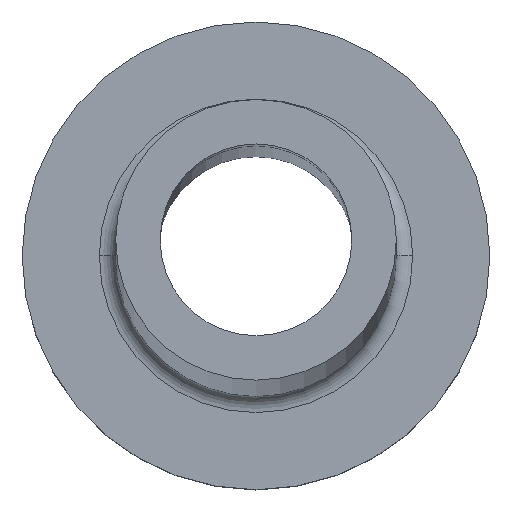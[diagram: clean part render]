
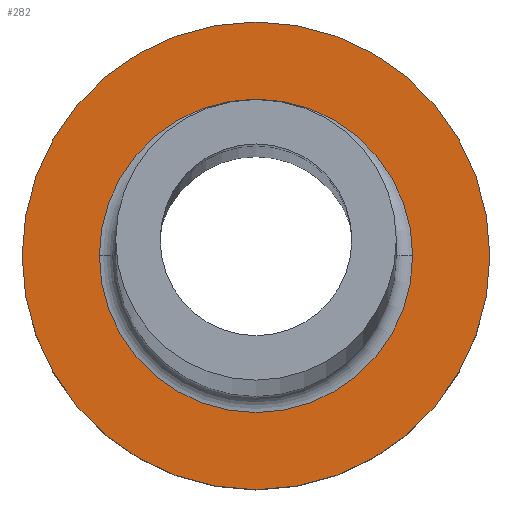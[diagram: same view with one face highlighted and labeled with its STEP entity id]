
A CAD part, top view. The second image highlights one B-rep face of the part: STEP entity #282.
In plain terms, the highlighted planar face has unit normal (0, 0, 1).
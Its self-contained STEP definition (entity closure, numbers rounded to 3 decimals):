
#3 = AXIS2_PLACEMENT_3D ( 'NONE', #233, #94, #450 ) ;
#14 = DIRECTION ( 'NONE',  ( 1., 0., 0. ) ) ;
#42 = DIRECTION ( 'NONE',  ( 1., 0., 0. ) ) ;
#50 = EDGE_LOOP ( 'NONE', ( #181, #100 ) ) ;
#65 = VERTEX_POINT ( 'NONE', #142 ) ;
#66 = CIRCLE ( 'NONE', #213, 6.7 ) ;
#94 = DIRECTION ( 'NONE',  ( 0., 0., 1. ) ) ;
#97 = ORIENTED_EDGE ( 'NONE', *, *, #172, .T. ) ;
#100 = ORIENTED_EDGE ( 'NONE', *, *, #218, .T. ) ;
#105 = VERTEX_POINT ( 'NONE', #332 ) ;
#127 = CARTESIAN_POINT ( 'NONE',  ( -6.7, 0., 7. ) ) ;
#130 = CIRCLE ( 'NONE', #206, 10. ) ;
#142 = CARTESIAN_POINT ( 'NONE',  ( 10., 0., 7. ) ) ;
#162 = ORIENTED_EDGE ( 'NONE', *, *, #391, .T. ) ;
#169 = DIRECTION ( 'NONE',  ( 1., 0., 0. ) ) ;
#172 = EDGE_CURVE ( 'NONE', #65, #327, #130, .T. ) ;
#181 = ORIENTED_EDGE ( 'NONE', *, *, #367, .T. ) ;
#183 = AXIS2_PLACEMENT_3D ( 'NONE', #410, #334, #301 ) ;
#204 = DIRECTION ( 'NONE',  ( 0., 0., -1. ) ) ;
#206 = AXIS2_PLACEMENT_3D ( 'NONE', #263, #229, #42 ) ;
#213 = AXIS2_PLACEMENT_3D ( 'NONE', #278, #204, #169 ) ;
#218 = EDGE_CURVE ( 'NONE', #412, #105, #308, .T. ) ;
#229 = DIRECTION ( 'NONE',  ( 0., 0., 1. ) ) ;
#233 = CARTESIAN_POINT ( 'NONE',  ( 0., 0., 7. ) ) ;
#263 = CARTESIAN_POINT ( 'NONE',  ( 0., 0., 7. ) ) ;
#273 = FACE_OUTER_BOUND ( 'NONE', #354, .T. ) ;
#278 = CARTESIAN_POINT ( 'NONE',  ( 0., 0., 7. ) ) ;
#280 = CARTESIAN_POINT ( 'NONE',  ( 0., 0., 7. ) ) ;
#282 = ADVANCED_FACE ( 'NONE', ( #421, #273 ), #448, .T. ) ;
#301 = DIRECTION ( 'NONE',  ( 1., 0., 0. ) ) ;
#308 = CIRCLE ( 'NONE', #183, 6.7 ) ;
#319 = CIRCLE ( 'NONE', #441, 10. ) ;
#327 = VERTEX_POINT ( 'NONE', #350 ) ;
#332 = CARTESIAN_POINT ( 'NONE',  ( 6.7, 0., 7. ) ) ;
#334 = DIRECTION ( 'NONE',  ( 0., 0., -1. ) ) ;
#350 = CARTESIAN_POINT ( 'NONE',  ( -10., 0., 7. ) ) ;
#354 = EDGE_LOOP ( 'NONE', ( #162, #97 ) ) ;
#367 = EDGE_CURVE ( 'NONE', #105, #412, #66, .T. ) ;
#378 = DIRECTION ( 'NONE',  ( 0., 0., 1. ) ) ;
#391 = EDGE_CURVE ( 'NONE', #327, #65, #319, .T. ) ;
#410 = CARTESIAN_POINT ( 'NONE',  ( 0., 0., 7. ) ) ;
#412 = VERTEX_POINT ( 'NONE', #127 ) ;
#421 = FACE_BOUND ( 'NONE', #50, .T. ) ;
#441 = AXIS2_PLACEMENT_3D ( 'NONE', #280, #378, #14 ) ;
#448 = PLANE ( 'NONE',  #3 ) ;
#450 = DIRECTION ( 'NONE',  ( 1., 0., 0. ) ) ;
